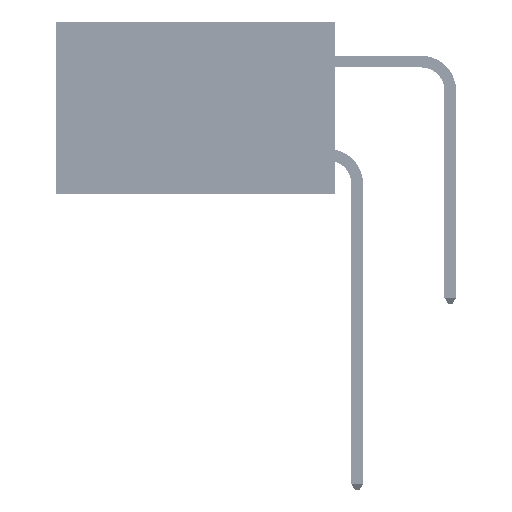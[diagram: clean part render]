
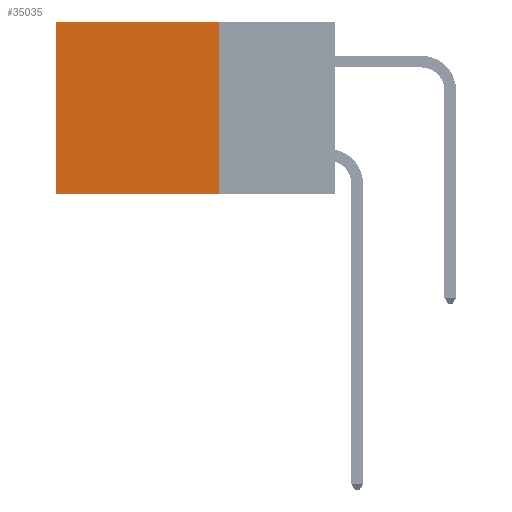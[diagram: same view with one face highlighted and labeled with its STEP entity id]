
A CAD part, left-side view. The second image highlights one B-rep face of the part: STEP entity #35035.
In plain terms, the highlighted planar face has unit normal (-1, 0, 0).
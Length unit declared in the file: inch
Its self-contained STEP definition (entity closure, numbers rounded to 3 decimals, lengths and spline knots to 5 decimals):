
#729 = VERTEX_POINT ( 'NONE', #45108 ) ;
#1119 = LINE ( 'NONE', #49168, #42359 ) ;
#2334 = VERTEX_POINT ( 'NONE', #10743 ) ;
#5678 = DIRECTION ( 'NONE',  ( 1., 0., 0. ) ) ;
#7359 = EDGE_CURVE ( 'NONE', #729, #22986, #32906, .T. ) ;
#8395 = EDGE_CURVE ( 'NONE', #729, #31603, #27936, .T. ) ;
#9131 = CARTESIAN_POINT ( 'NONE',  ( 0.2875, 0.25, 0. ) ) ;
#9650 = CARTESIAN_POINT ( 'NONE',  ( 0.2875, 0.25, -0.37 ) ) ;
#10299 = DIRECTION ( 'NONE',  ( 0., 0., -1. ) ) ;
#10743 = CARTESIAN_POINT ( 'NONE',  ( 0.2875, 0.6, -0.37 ) ) ;
#12696 = AXIS2_PLACEMENT_3D ( 'NONE', #28916, #5678, #32811 ) ;
#18577 = EDGE_CURVE ( 'NONE', #31603, #2334, #1119, .T. ) ;
#22986 = VERTEX_POINT ( 'NONE', #39976 ) ;
#23099 = EDGE_CURVE ( 'NONE', #22986, #2334, #43331, .T. ) ;
#23386 = ORIENTED_EDGE ( 'NONE', *, *, #8395, .T. ) ;
#26321 = VECTOR ( 'NONE', #48847, 39.37008 ) ;
#27936 = LINE ( 'NONE', #34039, #43712 ) ;
#28916 = CARTESIAN_POINT ( 'NONE',  ( 0.2875, 0.25, 0. ) ) ;
#29319 = FACE_OUTER_BOUND ( 'NONE', #48120, .T. ) ;
#31603 = VERTEX_POINT ( 'NONE', #43997 ) ;
#32811 = DIRECTION ( 'NONE',  ( 0., 0., -1. ) ) ;
#32906 = LINE ( 'NONE', #9131, #41995 ) ;
#34039 = CARTESIAN_POINT ( 'NONE',  ( 0.2875, 0.25, 0. ) ) ;
#35035 = ADVANCED_FACE ( 'NONE', ( #29319 ), #36544, .F. ) ;
#36358 = ORIENTED_EDGE ( 'NONE', *, *, #23099, .F. ) ;
#36544 = PLANE ( 'NONE',  #12696 ) ;
#39976 = CARTESIAN_POINT ( 'NONE',  ( 0.2875, 0.25, -0.37 ) ) ;
#40713 = ORIENTED_EDGE ( 'NONE', *, *, #18577, .T. ) ;
#41995 = VECTOR ( 'NONE', #47991, 39.37008 ) ;
#42345 = DIRECTION ( 'NONE',  ( 0., 1., 0. ) ) ;
#42359 = VECTOR ( 'NONE', #10299, 39.37008 ) ;
#43331 = LINE ( 'NONE', #9650, #26321 ) ;
#43712 = VECTOR ( 'NONE', #42345, 39.37008 ) ;
#43997 = CARTESIAN_POINT ( 'NONE',  ( 0.2875, 0.6, 0. ) ) ;
#45108 = CARTESIAN_POINT ( 'NONE',  ( 0.2875, 0.25, 0. ) ) ;
#47991 = DIRECTION ( 'NONE',  ( 0., 0., -1. ) ) ;
#48049 = ORIENTED_EDGE ( 'NONE', *, *, #7359, .F. ) ;
#48120 = EDGE_LOOP ( 'NONE', ( #40713, #36358, #48049, #23386 ) ) ;
#48847 = DIRECTION ( 'NONE',  ( 0., 1., 0. ) ) ;
#49168 = CARTESIAN_POINT ( 'NONE',  ( 0.2875, 0.6, 0. ) ) ;
